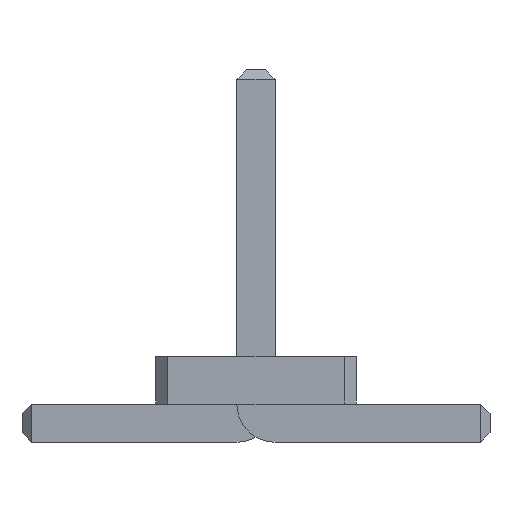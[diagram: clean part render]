
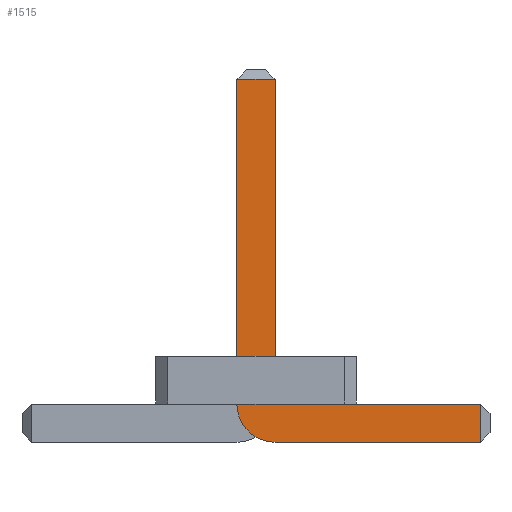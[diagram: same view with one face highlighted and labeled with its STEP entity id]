
A CAD part, front view. The second image highlights one B-rep face of the part: STEP entity #1515.
In plain terms, the highlighted planar face has unit normal (0, -1, 0).
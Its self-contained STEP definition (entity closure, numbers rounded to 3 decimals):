
#67=DIRECTION('',(1.,0.,0.));
#611=VECTOR('',#67,1.);
#664=DIRECTION('',(-1.,0.,0.));
#1205=VECTOR('',#664,1.);
#1320=DIRECTION('',(-0.,1.,0.));
#1321=DIRECTION('',(0.,0.,-1.));
#1328=VECTOR('',#1329,1.);
#1329=DIRECTION('',(0.,0.,1.));
#1340=VECTOR('',#1321,1.);
#1352=DIRECTION('',(0.,1.,0.));
#1353=DIRECTION('',(1.,0.,0.));
#1360=VERTEX_POINT('',#1361);
#1361=CARTESIAN_POINT('',(2.35,-5.915,0.));
#1364=ORIENTED_EDGE('',*,*,#1365,.T.);
#1365=EDGE_CURVE('',#1360,#1366,#1368,.T.);
#1366=VERTEX_POINT('',#1367);
#1367=CARTESIAN_POINT('',(0.2,-5.915,0.));
#1368=LINE('',#1369,#1205);
#1369=CARTESIAN_POINT('',(2.45,-5.915,0.));
#1409=VERTEX_POINT('',#1410);
#1410=CARTESIAN_POINT('',(-0.2,-5.915,0.4));
#1413=EDGE_CURVE('',#1366,#1409,#1414,.T.);
#1414=CIRCLE('',#1415,0.4);
#1415=AXIS2_PLACEMENT_3D('',#1416,#1320,#1321);
#1416=CARTESIAN_POINT('',(0.2,-5.915,0.4));
#1425=VERTEX_POINT('',#1416);
#1427=ORIENTED_EDGE('',*,*,#1428,.T.);
#1428=EDGE_CURVE('',#1425,#1429,#1431,.T.);
#1429=VERTEX_POINT('',#1430);
#1430=CARTESIAN_POINT('',(2.35,-5.915,0.4));
#1431=LINE('',#1416,#611);
#1441=ORIENTED_EDGE('',*,*,#1442,.T.);
#1442=EDGE_CURVE('',#1409,#1443,#1445,.T.);
#1443=VERTEX_POINT('',#1444);
#1444=CARTESIAN_POINT('',(-0.2,-5.915,3.8));
#1445=LINE('',#1446,#1328);
#1446=CARTESIAN_POINT('',(-0.2,-5.915,0.));
#1459=VERTEX_POINT('',#1460);
#1460=CARTESIAN_POINT('',(0.2,-5.915,3.8));
#1462=ORIENTED_EDGE('',*,*,#1463,.T.);
#1463=EDGE_CURVE('',#1459,#1425,#1464,.T.);
#1464=LINE('',#1465,#1340);
#1465=CARTESIAN_POINT('',(0.2,-5.915,3.9));
#1515=ADVANCED_FACE('',(#1516),#1525,.F.);
#1516=FACE_BOUND('',#1517,.F.);
#1517=EDGE_LOOP('',(#1364,#1518,#1441,#1519,#1462,#1427,#1522));
#1518=ORIENTED_EDGE('',*,*,#1413,.T.);
#1519=ORIENTED_EDGE('',*,*,#1520,.T.);
#1520=EDGE_CURVE('',#1443,#1459,#1521,.T.);
#1521=LINE('',#1444,#611);
#1522=ORIENTED_EDGE('',*,*,#1523,.T.);
#1523=EDGE_CURVE('',#1429,#1360,#1524,.T.);
#1524=LINE('',#1430,#1340);
#1525=PLANE('',#1526);
#1526=AXIS2_PLACEMENT_3D('',#1527,#1352,#1353);
#1527=CARTESIAN_POINT('',(0.524,-5.915,1.349));
